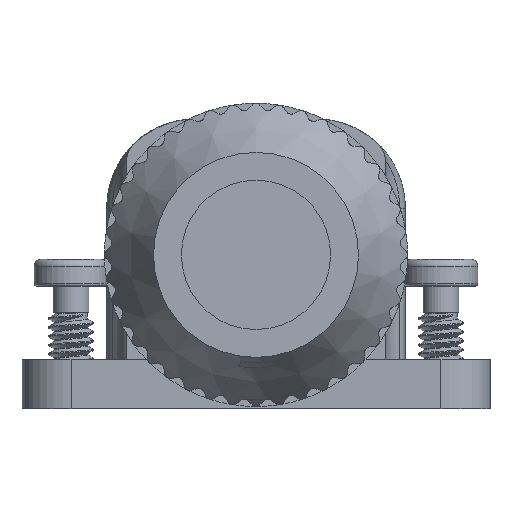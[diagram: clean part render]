
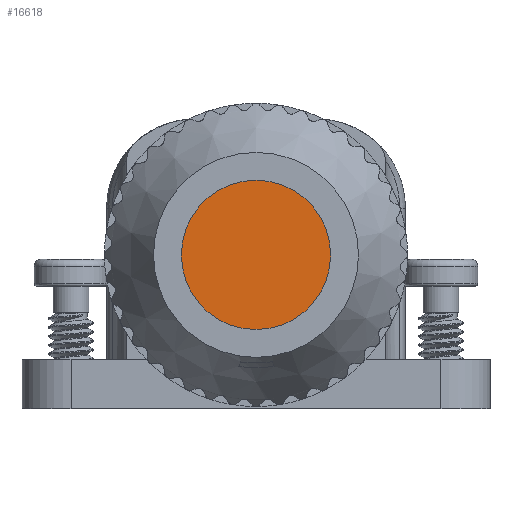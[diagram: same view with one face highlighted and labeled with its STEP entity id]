
A CAD part, front view. The second image highlights one B-rep face of the part: STEP entity #16618.
In plain terms, the highlighted planar face has unit normal (0, -1, 0).
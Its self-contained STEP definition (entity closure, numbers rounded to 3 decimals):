
#16602=CARTESIAN_POINT('',(-0.111,-16.55,6.609));
#16603=DIRECTION('',(1.,0.,0.));
#16604=DIRECTION('',(0.,-1.,0.));
#16605=AXIS2_PLACEMENT_3D('',#16602,#16604,#16603);
#16606=PLANE('',#16605);
#16607=CARTESIAN_POINT('',(0.,-16.55,3.261));
#16608=VERTEX_POINT('',#16607);
#16609=CARTESIAN_POINT('',(0.,-16.55,6.9));
#16610=DIRECTION('',(0.,0.,-1.));
#16611=DIRECTION('',(0.,1.,0.));
#16612=AXIS2_PLACEMENT_3D('',#16609,#16611,#16610);
#16613=CIRCLE('',#16612,3.639);
#16614=EDGE_CURVE('',#16608,#16608,#16613,.T.);
#16615=ORIENTED_EDGE('',*,*,#16614,.F.);
#16616=EDGE_LOOP('',(#16615));
#16617=FACE_OUTER_BOUND('',#16616,.T.);
#16618=ADVANCED_FACE('',(#16617),#16606,.T.);
